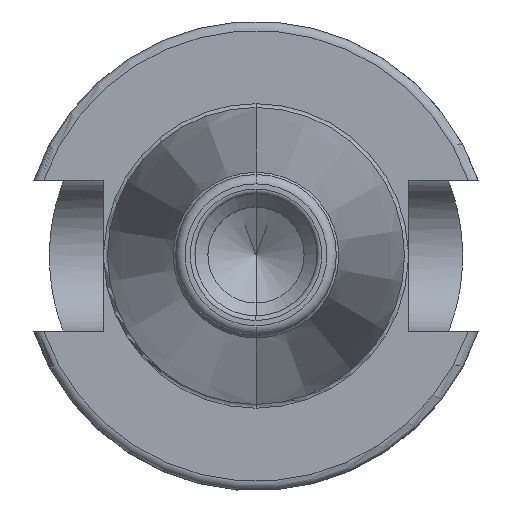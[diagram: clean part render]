
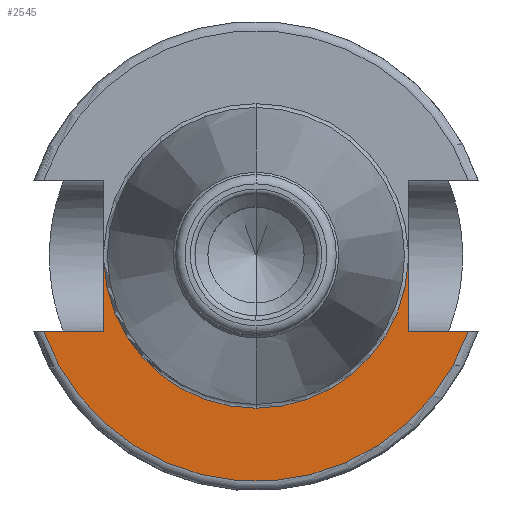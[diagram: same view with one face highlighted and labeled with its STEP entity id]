
A CAD part, top view. The second image highlights one B-rep face of the part: STEP entity #2545.
In plain terms, the highlighted planar face has unit normal (0, 0, 1).
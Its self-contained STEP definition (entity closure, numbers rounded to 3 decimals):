
#351=CARTESIAN_POINT('',(0,0,8));
#352=DIRECTION('',(0,0,-1));
#353=DIRECTION('',(0.999,-0.045,0));
#354=AXIS2_PLACEMENT_3D('',#351,#352,#353);
#886=CARTESIAN_POINT('',(0,0,8));
#887=DIRECTION('',(0,0,1));
#888=DIRECTION('',(-0.942,-0.335,0));
#889=AXIS2_PLACEMENT_3D('',#886,#887,#888);
#937=DIRECTION('',(1,0,0));
#938=VECTOR('',#937,6.41);
#939=CARTESIAN_POINT('',(-22.61,-8.05,8));
#940=LINE('',#939,#938);
#941=DIRECTION('',(0,1,0));
#942=VECTOR('',#941,7.315);
#943=CARTESIAN_POINT('',(-16.2,-8.05,8));
#944=LINE('',#943,#942);
#945=DIRECTION('',(0,-1,0));
#946=VECTOR('',#945,7.315);
#947=CARTESIAN_POINT('',(16.2,-0.735,8));
#948=LINE('',#947,#946);
#949=DIRECTION('',(-1,0,0));
#950=VECTOR('',#949,6.41);
#951=CARTESIAN_POINT('',(22.61,-8.05,8));
#952=LINE('',#951,#950);
#990=CARTESIAN_POINT('',(0,0,8));
#991=DIRECTION('',(0,0,1));
#992=DIRECTION('',(-0.999,-0.045,0));
#993=AXIS2_PLACEMENT_3D('',#990,#991,#992);
#1330=CARTESIAN_POINT('',(0,-16.217,8));
#1332=VERTEX_POINT('',#1330);
#1384=CARTESIAN_POINT('',(-22.61,-8.05,8));
#1385=CARTESIAN_POINT('',(-16.2,-8.05,8));
#1386=VERTEX_POINT('',#1384);
#1387=VERTEX_POINT('',#1385);
#1388=CARTESIAN_POINT('',(-16.2,-0.735,8));
#1389=VERTEX_POINT('',#1388);
#1400=CARTESIAN_POINT('',(16.2,-0.735,8));
#1401=CARTESIAN_POINT('',(16.2,-8.05,8));
#1402=VERTEX_POINT('',#1400);
#1403=VERTEX_POINT('',#1401);
#1404=CARTESIAN_POINT('',(22.61,-8.05,8));
#1405=VERTEX_POINT('',#1404);
#2530=CARTESIAN_POINT('',(0,0,8));
#2531=DIRECTION('',(0,0,-1));
#2532=DIRECTION('',(0,-1,0));
#2533=AXIS2_PLACEMENT_3D('',#2530,#2531,#2532);
#2534=PLANE('',#2533);
#2535=ORIENTED_EDGE('',*,*,#2356,.T.);
#2536=ORIENTED_EDGE('',*,*,#2339,.T.);
#2538=ORIENTED_EDGE('',*,*,#2537,.T.);
#2539=ORIENTED_EDGE('',*,*,#2055,.F.);
#2540=ORIENTED_EDGE('',*,*,#2078,.T.);
#2541=ORIENTED_EDGE('',*,*,#2435,.F.);
#2542=ORIENTED_EDGE('',*,*,#2511,.F.);
#2543=EDGE_LOOP('',(#2535,#2536,#2538,#2539,#2540,#2541,#2542));
#2544=FACE_OUTER_BOUND('',#2543,.F.);
#2545=ADVANCED_FACE('',(#2544),#2534,.F.);
#355=CIRCLE('',#354,16.217);
#890=CIRCLE('',#889,24);
#994=CIRCLE('',#993,16.217);
#2055=EDGE_CURVE('',#1402,#1332,#355,.T.);
#2078=EDGE_CURVE('',#1402,#1403,#948,.T.);
#2339=EDGE_CURVE('',#1387,#1389,#944,.T.);
#2356=EDGE_CURVE('',#1386,#1387,#940,.T.);
#2435=EDGE_CURVE('',#1405,#1403,#952,.T.);
#2511=EDGE_CURVE('',#1386,#1405,#890,.T.);
#2537=EDGE_CURVE('',#1389,#1332,#994,.T.);
